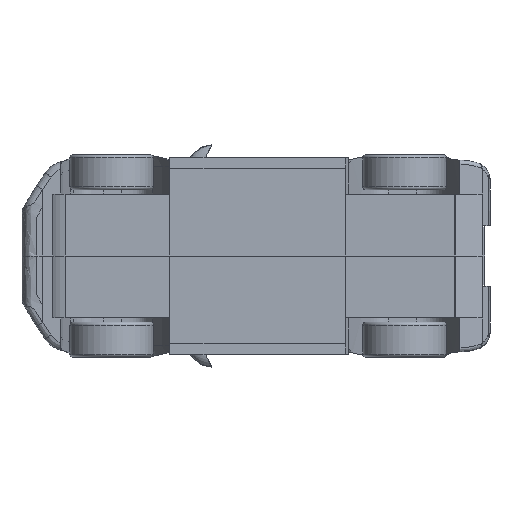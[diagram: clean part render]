
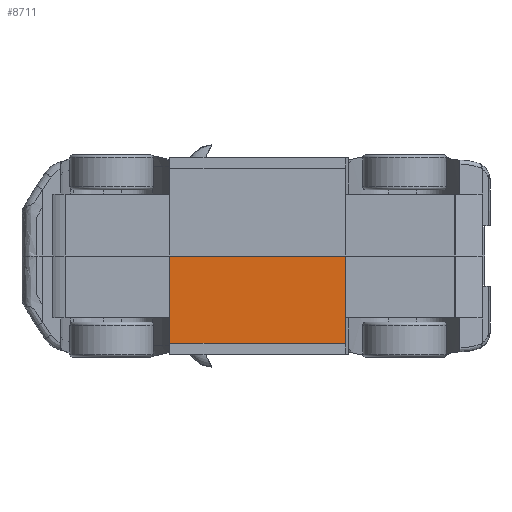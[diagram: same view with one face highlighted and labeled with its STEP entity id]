
A CAD part, front view. The second image highlights one B-rep face of the part: STEP entity #8711.
In plain terms, the highlighted free-form (B-spline) face has degree [3, 3] with [4, 4] control points.
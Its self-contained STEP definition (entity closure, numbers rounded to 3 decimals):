
#8711 = ADVANCED_FACE('',(#8712),#8768,.F.);
#8712 = FACE_BOUND('',#8713,.F.);
#8713 = EDGE_LOOP('',(#8714,#8723,#8732,#8741,#8748,#8755));
#8714 = ORIENTED_EDGE('',*,*,#8715,.F.);
#8715 = EDGE_CURVE('',#8716,#8718,#8720,.T.);
#8716 = VERTEX_POINT('',#8717);
#8717 = CARTESIAN_POINT('',(1823.883,406.965,
    -1052.639));
#8718 = VERTEX_POINT('',#8719);
#8719 = CARTESIAN_POINT('',(3941.158,406.758,
    -1058.786));
#8720 = B_SPLINE_CURVE_WITH_KNOTS('',1,(#8721,#8722),.UNSPECIFIED.,.F.,
  .F.,(2,2),(10.502,1738.952),
  .PIECEWISE_BEZIER_KNOTS.);
#8721 = CARTESIAN_POINT('',(1823.883,406.964,
    -1052.639));
#8722 = CARTESIAN_POINT('',(3941.158,406.758,
    -1058.786));
#8723 = ORIENTED_EDGE('',*,*,#8724,.T.);
#8724 = EDGE_CURVE('',#8716,#8725,#8727,.T.);
#8725 = VERTEX_POINT('',#8726);
#8726 = CARTESIAN_POINT('',(1823.883,406.964,
    -747.226));
#8727 = B_SPLINE_CURVE_WITH_KNOTS('',3,(#8728,#8729,#8730,#8731),
  .UNSPECIFIED.,.F.,.F.,(4,4),(0.,0.249),
  .PIECEWISE_BEZIER_KNOTS.);
#8728 = CARTESIAN_POINT('',(1823.883,406.965,
    -1052.639));
#8729 = CARTESIAN_POINT('',(1823.883,406.964,
    -950.835));
#8730 = CARTESIAN_POINT('',(1823.883,406.964,
    -849.031));
#8731 = CARTESIAN_POINT('',(1823.883,406.964,
    -747.226));
#8732 = ORIENTED_EDGE('',*,*,#8733,.T.);
#8733 = EDGE_CURVE('',#8725,#8734,#8736,.T.);
#8734 = VERTEX_POINT('',#8735);
#8735 = CARTESIAN_POINT('',(1819.012,406.965,
    -747.226));
#8736 = B_SPLINE_CURVE_WITH_KNOTS('',3,(#8737,#8738,#8739,#8740),
  .UNSPECIFIED.,.F.,.F.,(4,4),(0.,0.004),
  .PIECEWISE_BEZIER_KNOTS.);
#8737 = CARTESIAN_POINT('',(1823.883,406.964,
    -747.226));
#8738 = CARTESIAN_POINT('',(1822.259,406.965,
    -747.226));
#8739 = CARTESIAN_POINT('',(1820.636,406.965,
    -747.226));
#8740 = CARTESIAN_POINT('',(1819.012,406.965,
    -747.226));
#8741 = ORIENTED_EDGE('',*,*,#8742,.F.);
#8742 = EDGE_CURVE('',#8743,#8734,#8745,.T.);
#8743 = VERTEX_POINT('',#8744);
#8744 = CARTESIAN_POINT('',(1819.012,406.965,
    0.));
#8745 = B_SPLINE_CURVE_WITH_KNOTS('',1,(#8746,#8747),.UNSPECIFIED.,.F.,
  .F.,(2,2),(-877.901,-267.901),.PIECEWISE_BEZIER_KNOTS.);
#8746 = CARTESIAN_POINT('',(1819.012,406.965,0.));
#8747 = CARTESIAN_POINT('',(1819.012,406.965,
    -747.226));
#8748 = ORIENTED_EDGE('',*,*,#8749,.T.);
#8749 = EDGE_CURVE('',#8743,#8750,#8752,.T.);
#8750 = VERTEX_POINT('',#8751);
#8751 = CARTESIAN_POINT('',(3941.158,406.965,0.));
#8752 = B_SPLINE_CURVE_WITH_KNOTS('',1,(#8753,#8754),.UNSPECIFIED.,.F.,
  .F.,(2,2),(-1401.849,330.57),
  .PIECEWISE_BEZIER_KNOTS.);
#8753 = CARTESIAN_POINT('',(1819.012,406.965,
    0.));
#8754 = CARTESIAN_POINT('',(3941.158,406.965,
    0.));
#8755 = ORIENTED_EDGE('',*,*,#8756,.F.);
#8756 = EDGE_CURVE('',#8718,#8750,#8757,.T.);
#8757 = B_SPLINE_CURVE_WITH_KNOTS('',3,(#8758,#8759,#8760,#8761,#8762,
    #8763,#8764,#8765,#8766,#8767),.UNSPECIFIED.,.F.,.F.,(4,3,3,4),(0.,
    0.254,0.471,0.864),.UNSPECIFIED.);
#8758 = CARTESIAN_POINT('',(3941.158,406.758,
    -1058.786));
#8759 = CARTESIAN_POINT('',(3941.158,406.778,
    -954.933));
#8760 = CARTESIAN_POINT('',(3941.158,406.799,
    -851.08));
#8761 = CARTESIAN_POINT('',(3941.158,406.819,
    -747.226));
#8762 = CARTESIAN_POINT('',(3941.158,406.836,
    -658.674));
#8763 = CARTESIAN_POINT('',(3941.158,406.854,
    -570.123));
#8764 = CARTESIAN_POINT('',(3941.158,406.871,
    -481.571));
#8765 = CARTESIAN_POINT('',(3941.158,406.902,
    -321.047));
#8766 = CARTESIAN_POINT('',(3941.158,406.934,
    -160.524));
#8767 = CARTESIAN_POINT('',(3941.158,406.965,0.));
#8768 = B_SPLINE_SURFACE_WITH_KNOTS('',3,3,(
    (#8769,#8770,#8771,#8772)
    ,(#8773,#8774,#8775,#8776)
    ,(#8777,#8778,#8779,#8780)
    ,(#8781,#8782,#8783,#8784
    )),.UNSPECIFIED.,.F.,.F.,.F.,(4,4),(4,4),(0.506,0.867),(0.,1.),
  .PIECEWISE_BEZIER_KNOTS.);
#8769 = CARTESIAN_POINT('',(1811.019,406.965,0.));
#8770 = CARTESIAN_POINT('',(1811.019,406.965,
    -350.867));
#8771 = CARTESIAN_POINT('',(1811.019,406.965,
    -701.735));
#8772 = CARTESIAN_POINT('',(1811.019,406.965,
    -1052.602));
#8773 = CARTESIAN_POINT('',(2961.155,406.965,
    0.));
#8774 = CARTESIAN_POINT('',(2961.174,406.928,
    -351.969));
#8775 = CARTESIAN_POINT('',(2961.194,406.89,
    -703.972));
#8776 = CARTESIAN_POINT('',(2961.213,406.853,
    -1055.941));
#8777 = CARTESIAN_POINT('',(4111.291,406.965,
    0.));
#8778 = CARTESIAN_POINT('',(4111.33,406.89,
    -353.105));
#8779 = CARTESIAN_POINT('',(4111.369,406.816,
    -706.176));
#8780 = CARTESIAN_POINT('',(4111.408,406.741,
    -1059.281));
#8781 = CARTESIAN_POINT('',(5261.426,406.965,0.));
#8782 = CARTESIAN_POINT('',(5261.485,406.853,
    -354.207));
#8783 = CARTESIAN_POINT('',(5261.544,406.741,
    -708.413));
#8784 = CARTESIAN_POINT('',(5261.603,406.629,
    -1062.62));
